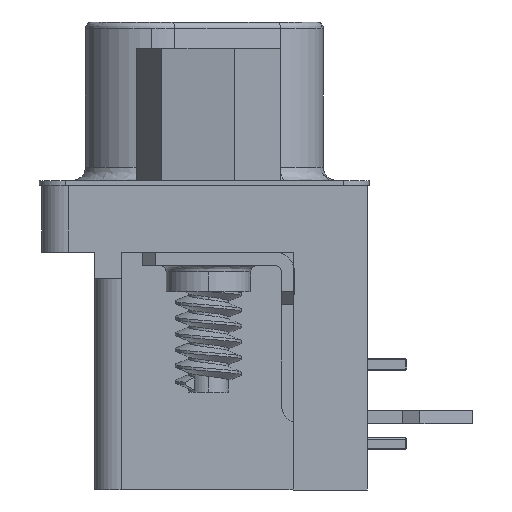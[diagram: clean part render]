
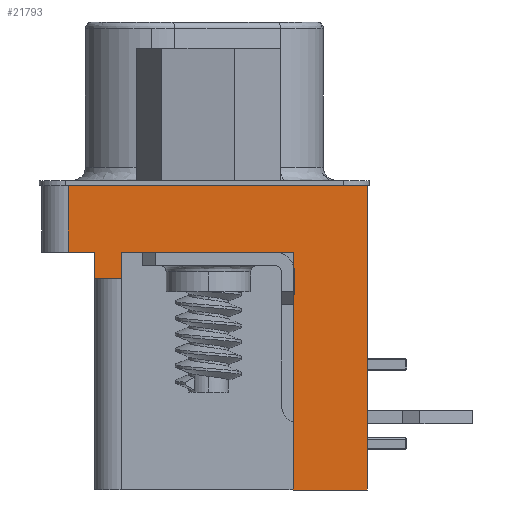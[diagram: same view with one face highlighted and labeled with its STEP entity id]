
A CAD part, left-side view. The second image highlights one B-rep face of the part: STEP entity #21793.
In plain terms, the highlighted planar face has unit normal (-1, 0, 0).
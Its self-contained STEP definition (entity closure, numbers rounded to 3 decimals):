
#23 = VECTOR ( 'NONE', #2394, 1000. ) ;
#58 = VECTOR ( 'NONE', #13363, 1000. ) ;
#69 = VECTOR ( 'NONE', #13384, 1000. ) ;
#77 = VECTOR ( 'NONE', #13398, 1000. ) ;
#394 = VECTOR ( 'NONE', #609, 1000. ) ;
#608 = CARTESIAN_POINT ( 'NONE',  ( -15.15, -6.15, -2.7 ) ) ;
#609 = DIRECTION ( 'NONE',  ( 0., 0., 1. ) ) ;
#1647 = LINE ( 'NONE', #25281, #19682 ) ;
#1704 = LINE ( 'NONE', #2473, #14593 ) ;
#1864 = EDGE_CURVE ( 'NONE', #23328, #23318, #17322, .T. ) ;
#2162 = LINE ( 'NONE', #2393, #23 ) ;
#2191 = LINE ( 'NONE', #13362, #58 ) ;
#2197 = LINE ( 'NONE', #13383, #69 ) ;
#2201 = LINE ( 'NONE', #13397, #77 ) ;
#2210 = LINE ( 'NONE', #13426, #26833 ) ;
#2393 = CARTESIAN_POINT ( 'NONE',  ( -15.15, 4.15, -11.7 ) ) ;
#2394 = DIRECTION ( 'NONE',  ( 0., 0., -1. ) ) ;
#2473 = CARTESIAN_POINT ( 'NONE',  ( -15.15, 5.15, -11.7 ) ) ;
#2474 = DIRECTION ( 'NONE',  ( 0., -1., 0. ) ) ;
#2710 = EDGE_CURVE ( 'NONE', #25560, #25568, #1647, .T. ) ;
#2744 = EDGE_CURVE ( 'NONE', #25566, #25561, #1704, .T. ) ;
#3127 = AXIS2_PLACEMENT_3D ( 'NONE', #3320, #3321, #3322 ) ;
#3319 = PLANE ( 'NONE',  #3127 ) ;
#3320 = CARTESIAN_POINT ( 'NONE',  ( -15.15, 5.15, -2.7 ) ) ;
#3321 = DIRECTION ( 'NONE',  ( -1., 0., 0. ) ) ;
#3322 = DIRECTION ( 'NONE',  ( 0., -1., 0. ) ) ;
#7437 = CARTESIAN_POINT ( 'NONE',  ( -15.15, 3.15, -3.7 ) ) ;
#7438 = DIRECTION ( 'NONE',  ( 0., 0., 1. ) ) ;
#8436 = CARTESIAN_POINT ( 'NONE',  ( -15.15, 5.25, -0.2 ) ) ;
#8437 = DIRECTION ( 'NONE',  ( 0., 1., 0. ) ) ;
#8583 = VECTOR ( 'NONE', #8437, 1000. ) ;
#9460 = VECTOR ( 'NONE', #26780, 1000. ) ;
#9769 = CARTESIAN_POINT ( 'NONE',  ( -15.15, 4.15, -3.7 ) ) ;
#9779 = CARTESIAN_POINT ( 'NONE',  ( -15.15, 3.15, -3.7 ) ) ;
#9796 = CARTESIAN_POINT ( 'NONE',  ( -15.15, 4.15, -2.7 ) ) ;
#9871 = CARTESIAN_POINT ( 'NONE',  ( -15.15, 3.15, -2.7 ) ) ;
#9989 = CARTESIAN_POINT ( 'NONE',  ( -15.15, -6.15, -0.2 ) ) ;
#10008 = CARTESIAN_POINT ( 'NONE',  ( -15.15, -3.35, -2.7 ) ) ;
#10034 = CARTESIAN_POINT ( 'NONE',  ( -15.15, 5.15, -0.2 ) ) ;
#10035 = CARTESIAN_POINT ( 'NONE',  ( -15.15, -6.15, -11.7 ) ) ;
#10039 = CARTESIAN_POINT ( 'NONE',  ( -15.15, -5.686, -0.2 ) ) ;
#10040 = CARTESIAN_POINT ( 'NONE',  ( -15.15, -3.35, -11.7 ) ) ;
#10042 = CARTESIAN_POINT ( 'NONE',  ( -15.15, 5.15, -2.7 ) ) ;
#11579 = LINE ( 'NONE', #7437, #22395 ) ;
#12006 = FACE_OUTER_BOUND ( 'NONE', #25643, .T. ) ;
#13362 = CARTESIAN_POINT ( 'NONE',  ( -15.15, -3.35, -2.7 ) ) ;
#13363 = DIRECTION ( 'NONE',  ( 0., 0., -1. ) ) ;
#13383 = CARTESIAN_POINT ( 'NONE',  ( -15.15, 5.15, -2.7 ) ) ;
#13384 = DIRECTION ( 'NONE',  ( 0., -1., 0. ) ) ;
#13397 = CARTESIAN_POINT ( 'NONE',  ( -15.15, 5.15, -2.7 ) ) ;
#13398 = DIRECTION ( 'NONE',  ( 0., -1., 0. ) ) ;
#13426 = CARTESIAN_POINT ( 'NONE',  ( -15.15, 5.15, -0.2 ) ) ;
#13427 = DIRECTION ( 'NONE',  ( 0., 1., 0. ) ) ;
#13707 = LINE ( 'NONE', #608, #394 ) ;
#14192 = LINE ( 'NONE', #8436, #8583 ) ;
#14593 = VECTOR ( 'NONE', #2474, 1000. ) ;
#15663 = EDGE_CURVE ( 'NONE', #23345, #23318, #2162, .T. ) ;
#15694 = EDGE_CURVE ( 'NONE', #25534, #25566, #2191, .T. ) ;
#15703 = EDGE_CURVE ( 'NONE', #25568, #23345, #2197, .T. ) ;
#15709 = EDGE_CURVE ( 'NONE', #23420, #25534, #2201, .T. ) ;
#15721 = EDGE_CURVE ( 'NONE', #25515, #25565, #2210, .T. ) ;
#17322 = LINE ( 'NONE', #26775, #9460 ) ;
#17758 = ORIENTED_EDGE ( 'NONE', *, *, #2710, .T. ) ;
#17759 = ORIENTED_EDGE ( 'NONE', *, *, #20176, .T. ) ;
#17760 = ORIENTED_EDGE ( 'NONE', *, *, #2744, .T. ) ;
#17761 = ORIENTED_EDGE ( 'NONE', *, *, #15694, .T. ) ;
#17762 = ORIENTED_EDGE ( 'NONE', *, *, #15703, .T. ) ;
#17763 = ORIENTED_EDGE ( 'NONE', *, *, #15709, .T. ) ;
#17764 = ORIENTED_EDGE ( 'NONE', *, *, #15663, .T. ) ;
#17765 = ORIENTED_EDGE ( 'NONE', *, *, #1864, .F. ) ;
#18288 = ORIENTED_EDGE ( 'NONE', *, *, #22069, .T. ) ;
#18293 = ORIENTED_EDGE ( 'NONE', *, *, #15721, .T. ) ;
#18295 = ORIENTED_EDGE ( 'NONE', *, *, #22147, .T. ) ;
#19682 = VECTOR ( 'NONE', #25284, 1000. ) ;
#20176 = EDGE_CURVE ( 'NONE', #23328, #23420, #11579, .T. ) ;
#21793 = ADVANCED_FACE ( 'NONE', ( #12006 ), #3319, .T. ) ;
#22069 = EDGE_CURVE ( 'NONE', #25561, #25515, #13707, .T. ) ;
#22147 = EDGE_CURVE ( 'NONE', #25565, #25560, #14192, .T. ) ;
#22395 = VECTOR ( 'NONE', #7438, 1000. ) ;
#23318 = VERTEX_POINT ( 'NONE', #9769 ) ;
#23328 = VERTEX_POINT ( 'NONE', #9779 ) ;
#23345 = VERTEX_POINT ( 'NONE', #9796 ) ;
#23420 = VERTEX_POINT ( 'NONE', #9871 ) ;
#25281 = CARTESIAN_POINT ( 'NONE',  ( -15.15, 5.15, -2.7 ) ) ;
#25284 = DIRECTION ( 'NONE',  ( 0., 0., -1. ) ) ;
#25515 = VERTEX_POINT ( 'NONE', #9989 ) ;
#25534 = VERTEX_POINT ( 'NONE', #10008 ) ;
#25560 = VERTEX_POINT ( 'NONE', #10034 ) ;
#25561 = VERTEX_POINT ( 'NONE', #10035 ) ;
#25565 = VERTEX_POINT ( 'NONE', #10039 ) ;
#25566 = VERTEX_POINT ( 'NONE', #10040 ) ;
#25568 = VERTEX_POINT ( 'NONE', #10042 ) ;
#25643 = EDGE_LOOP ( 'NONE', ( #18288, #18293, #18295, #17758, #17762, #17764, #17765, #17759, #17763, #17761, #17760 ) ) ;
#26775 = CARTESIAN_POINT ( 'NONE',  ( -15.15, 3.15, -3.7 ) ) ;
#26780 = DIRECTION ( 'NONE',  ( 0., 1., 0. ) ) ;
#26833 = VECTOR ( 'NONE', #13427, 1000. ) ;
